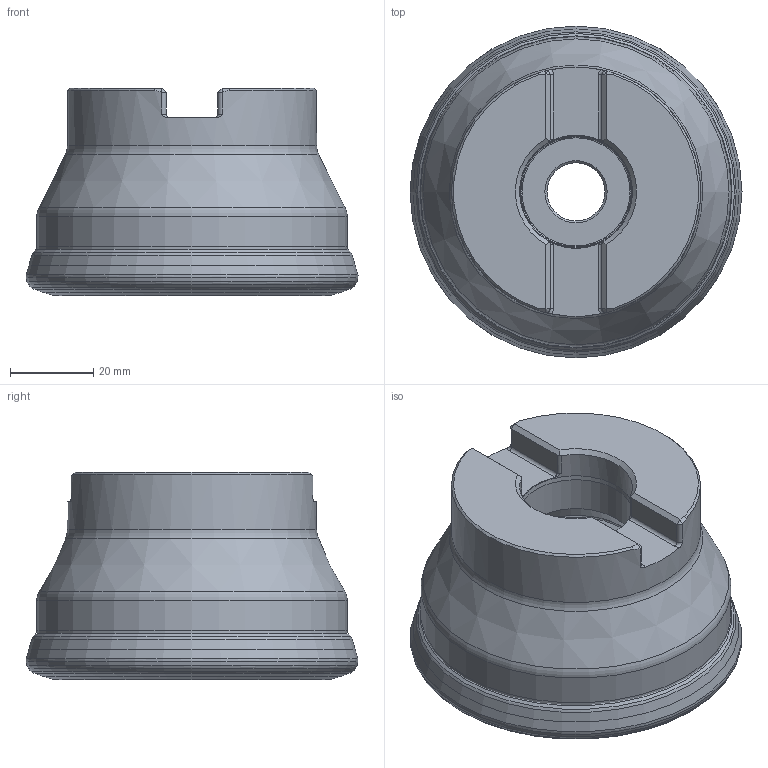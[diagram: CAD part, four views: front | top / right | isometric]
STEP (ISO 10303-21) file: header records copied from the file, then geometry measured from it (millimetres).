
FILE_DESCRIPTION(/* description */ (''),/* implementation_level */ '2;1');
FILE_NAME(/* name */ 'ax_step_export_ax_temp_1.stp',/* time_stamp */ '2019-04-30T12:50:43+02:00',/* author */ (''),/* organization */ (''),/* preprocessor_version */ 'ST-DEVELOPER v15',/* originating_system */ 'SIEMENS PLM Software NX 8.5',/* authorisation */ '');
FILE_SCHEMA (('AUTOMOTIVE_DESIGN { 1 0 10303 214 3 1 1 1 }'));
Length unit declared in the file: millimetre
Products named in the file (1): ax_temp_1
Bounding box: 79.94 x 79.88 x 50 mm (x, y, z)
Volume: 162871.5 mm3; surface area: 29780.7 mm2
Topology: 2 solids, 2 shells, 104 faces, 245 edges, 139 vertices
Faces by surface type: revolution 28, cylinder 24, plane 18, cone 17, torus 17
Full cylindrical faces by diameter (mm): 14 x1, 27.006 x1, 27.2 x1, 38.1 x1, 60 x1, 74.732 x1
Entity records: 3488 total; most frequent: CARTESIAN_POINT 827, DIRECTION 436, ORIENTED_EDGE 358, AXIS2_PLACEMENT_3D 180, EDGE_CURVE 179, EDGE_LOOP 158, VERTEX_POINT 129, FACE_BOUND 108
